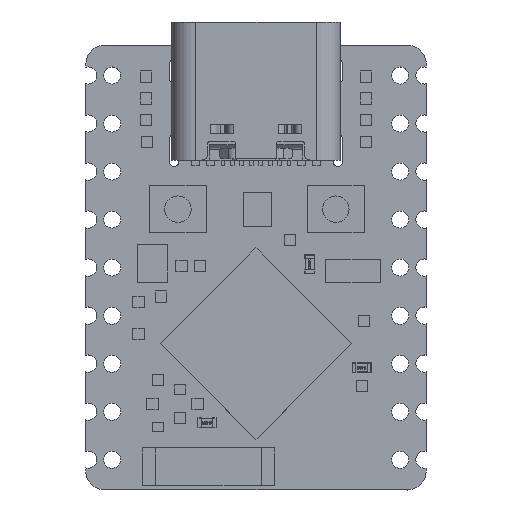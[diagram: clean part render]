
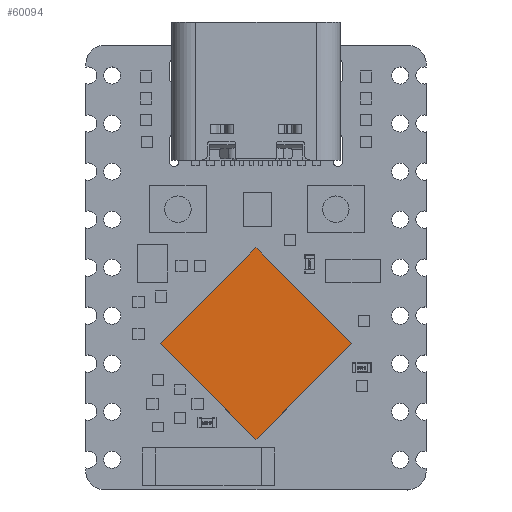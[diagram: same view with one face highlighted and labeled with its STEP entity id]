
A CAD part, top view. The second image highlights one B-rep face of the part: STEP entity #60094.
In plain terms, the highlighted planar face has unit normal (0, 0, 1).
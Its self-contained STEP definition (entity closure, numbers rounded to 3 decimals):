
#59967=DIRECTION('',(-0.707,-0.707,0.));
#59968=VECTOR('',#59967,7.15);
#59969=CARTESIAN_POINT('',(9.,12.787,1.));
#59970=LINE('',#59969,#59968);
#59974=DIRECTION('',(-0.707,0.707,0.));
#59975=VECTOR('',#59974,7.15);
#59976=CARTESIAN_POINT('',(14.056,7.731,1.));
#59977=LINE('',#59976,#59975);
#59981=DIRECTION('',(0.707,0.707,0.));
#59982=VECTOR('',#59981,7.15);
#59983=CARTESIAN_POINT('',(9.,2.676,1.));
#59984=LINE('',#59983,#59982);
#59988=DIRECTION('',(0.707,-0.707,0.));
#59989=VECTOR('',#59988,7.15);
#59990=CARTESIAN_POINT('',(3.944,7.731,1.));
#59991=LINE('',#59990,#59989);
#60003=CARTESIAN_POINT('',(9.,12.787,1.));
#60004=CARTESIAN_POINT('',(3.944,7.731,1.));
#60005=VERTEX_POINT('',#60003);
#60006=VERTEX_POINT('',#60004);
#60007=CARTESIAN_POINT('',(9.,2.676,1.));
#60008=VERTEX_POINT('',#60007);
#60009=CARTESIAN_POINT('',(14.056,7.731,1.));
#60010=VERTEX_POINT('',#60009);
#60083=CARTESIAN_POINT('',(0.,0.,1.));
#60084=DIRECTION('',(0.,0.,1.));
#60085=DIRECTION('',(1.,0.,0.));
#60086=AXIS2_PLACEMENT_3D('',#60083,#60084,#60085);
#60087=PLANE('',#60086);
#60088=ORIENTED_EDGE('',*,*,#60035,.F.);
#60089=ORIENTED_EDGE('',*,*,#60050,.F.);
#60090=ORIENTED_EDGE('',*,*,#60064,.F.);
#60091=ORIENTED_EDGE('',*,*,#60077,.F.);
#60092=EDGE_LOOP('',(#60088,#60089,#60090,#60091));
#60093=FACE_OUTER_BOUND('',#60092,.F.);
#60094=ADVANCED_FACE('',(#60093),#60087,.T.);
#60035=EDGE_CURVE('',#60005,#60006,#59970,.T.);
#60050=EDGE_CURVE('',#60010,#60005,#59977,.T.);
#60064=EDGE_CURVE('',#60008,#60010,#59984,.T.);
#60077=EDGE_CURVE('',#60006,#60008,#59991,.T.);
